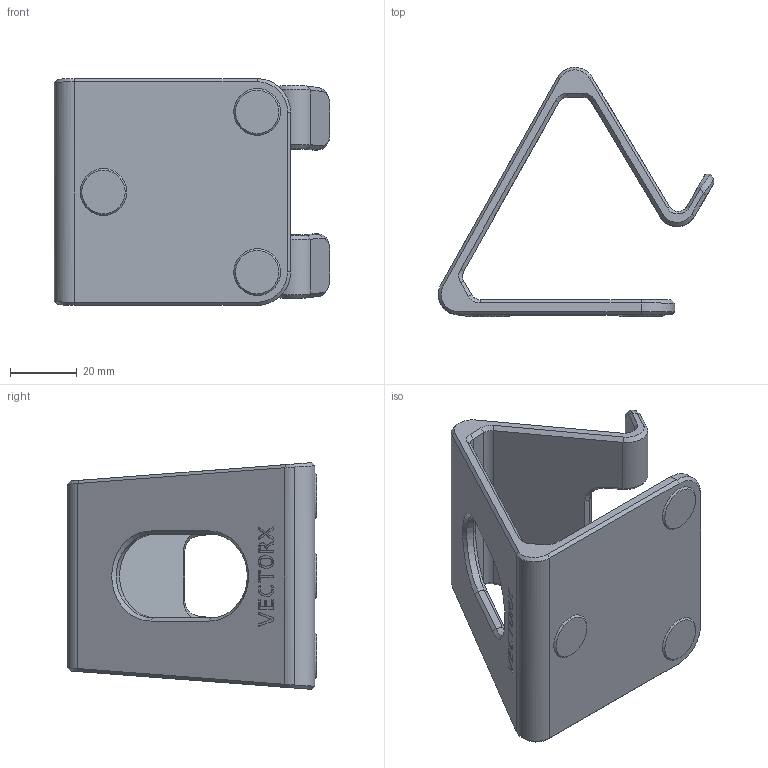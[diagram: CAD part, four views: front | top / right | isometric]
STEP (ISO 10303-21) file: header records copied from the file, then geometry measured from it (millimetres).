
FILE_DESCRIPTION (( 'STEP AP203' ), '1' );
FILE_NAME ('01_3D湖荂忒儂盓殤.STEP', '2024-06-19T15:39:11', ( '' ), ( '' ), 'SwSTEP 2.0', 'SolidWorks 2023', '' );
FILE_SCHEMA (( 'CONFIG_CONTROL_DESIGN' ));
Length unit declared in the file: millimetre
Products named in the file (1): 01_3D打印手机支架
Bounding box: 82.47 x 74.54 x 67.86 mm (x, y, z)
Volume: 53278.3 mm3; surface area: 25863.3 mm2
Topology: 1 solids, 1 shells, 250 faces, 612 edges, 381 vertices
Faces by surface type: plane 153, bspline 54, cylinder 27, cone 16
Entity records: 11733 total; most frequent: CARTESIAN_POINT 6281, ORIENTED_EDGE 1224, DIRECTION 871, EDGE_CURVE 612, VECTOR 395, LINE 395, VERTEX_POINT 381, EDGE_LOOP 269
